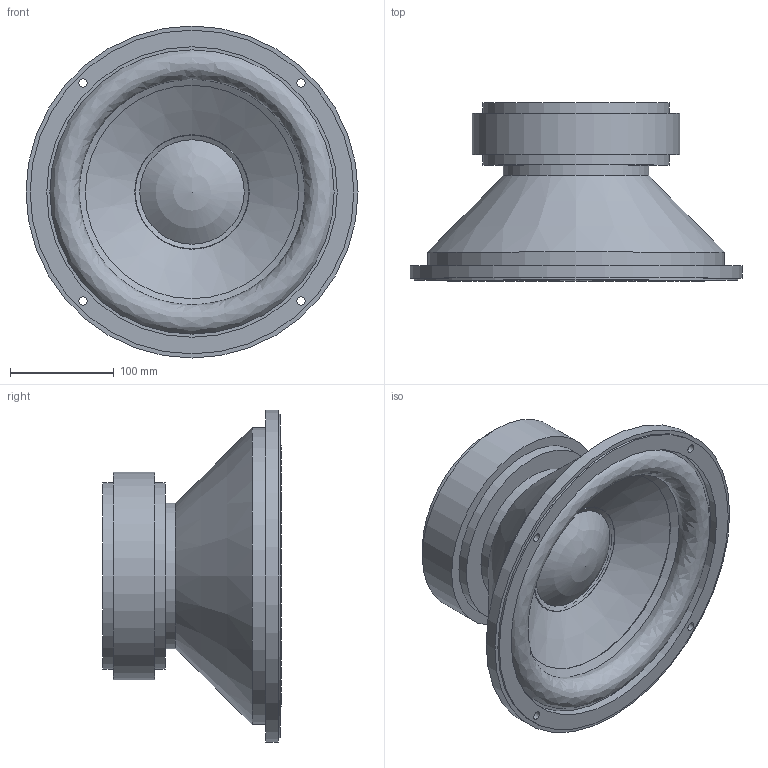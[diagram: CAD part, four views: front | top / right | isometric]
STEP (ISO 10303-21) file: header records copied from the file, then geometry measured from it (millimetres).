
FILE_DESCRIPTION(('FreeCAD Model'),'2;1');
FILE_NAME('HiFi_12in.step', '2020-04-03T16:59:30',('Author'),(''), 'Open CASCADE STEP processor 6.8','FreeCAD','Unknown');
FILE_SCHEMA(('AUTOMOTIVE_DESIGN_CC2 { 1 2 10303 214 -1 1 5 4 }'));
Length unit declared in the file: millimetre
Products named in the file (1): HiFi_12in
Bounding box: 320 x 171.9 x 320 mm (x, y, z)
Volume: 3551764.2 mm3; surface area: 477346.4 mm2
Topology: 1 solids, 1 shells, 39 faces, 74 edges, 44 vertices
Faces by surface type: cylinder 14, cone 11, plane 9, revolution 3, sphere 2
Full cylindrical faces by diameter (mm): 8 x4, 20 x1, 140 x1, 180 x2, 200 x1, 260 x1, 280 x1, 286 x1, 312 x1, 320 x1
Entity records: 2270 total; most frequent: CARTESIAN_POINT 387, DIRECTION 332, ORIENTED_EDGE 144, PCURVE 144, DEFINITIONAL_REPRESENTATION 144, LINE 143, VECTOR 143, AXIS2_PLACEMENT_3D 87
